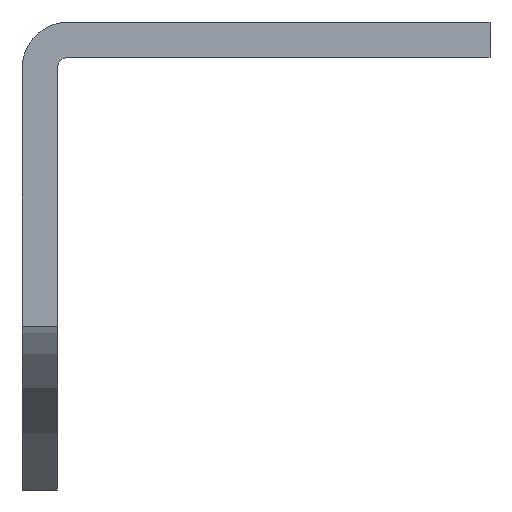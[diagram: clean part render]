
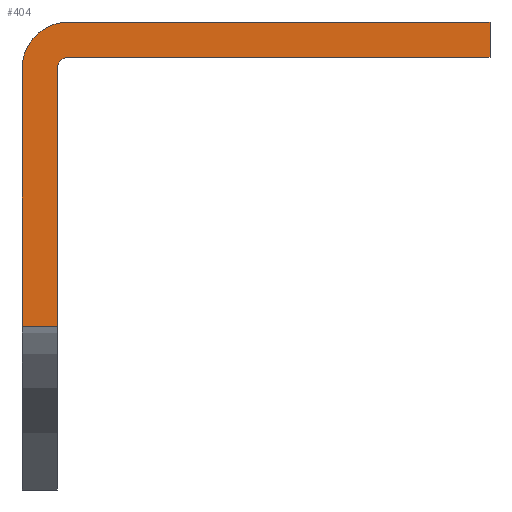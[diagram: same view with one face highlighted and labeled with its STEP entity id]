
A CAD part, front view. The second image highlights one B-rep face of the part: STEP entity #404.
In plain terms, the highlighted planar face has unit normal (0, -1, 0).
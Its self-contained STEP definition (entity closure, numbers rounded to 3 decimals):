
#6=DIRECTION('',(1.,0.,0.));
#7=VECTOR('',#6,1.5);
#8=CARTESIAN_POINT('',(0.,0.,-13.));
#9=LINE('',#8,#7);
#10=DIRECTION('',(0.,0.,1.));
#11=VECTOR('',#10,11.);
#12=CARTESIAN_POINT('',(0.,0.,-13.));
#13=LINE('',#12,#11);
#14=CARTESIAN_POINT('',(2.,0.,-2.));
#15=DIRECTION('',(0.,1.,0.));
#16=DIRECTION('',(-1.,0.,0.));
#17=AXIS2_PLACEMENT_3D('',#14,#15,#16);
#19=DIRECTION('',(1.,0.,0.));
#20=VECTOR('',#19,18.);
#21=CARTESIAN_POINT('',(2.,0.,0.));
#22=LINE('',#21,#20);
#23=DIRECTION('',(0.,0.,1.));
#24=VECTOR('',#23,1.5);
#25=CARTESIAN_POINT('',(20.,0.,-1.5));
#26=LINE('',#25,#24);
#27=DIRECTION('',(-1.,0.,0.));
#28=VECTOR('',#27,18.);
#29=CARTESIAN_POINT('',(20.,0.,-1.5));
#30=LINE('',#29,#28);
#31=CARTESIAN_POINT('',(2.,0.,-2.));
#32=DIRECTION('',(0.,-1.,0.));
#33=DIRECTION('',(0.,0.,1.));
#34=AXIS2_PLACEMENT_3D('',#31,#32,#33);
#36=DIRECTION('',(0.,0.,-1.));
#37=VECTOR('',#36,11.);
#38=CARTESIAN_POINT('',(1.5,0.,-2.));
#39=LINE('',#38,#37);
#278=CARTESIAN_POINT('',(0.,0.,-2.));
#279=CARTESIAN_POINT('',(2.,0.,0.));
#280=VERTEX_POINT('',#278);
#281=VERTEX_POINT('',#279);
#282=CARTESIAN_POINT('',(20.,0.,0.));
#283=VERTEX_POINT('',#282);
#292=CARTESIAN_POINT('',(2.,0.,-1.5));
#293=CARTESIAN_POINT('',(1.5,0.,-2.));
#294=VERTEX_POINT('',#292);
#295=VERTEX_POINT('',#293);
#296=CARTESIAN_POINT('',(20.,0.,-1.5));
#297=VERTEX_POINT('',#296);
#314=CARTESIAN_POINT('',(0.,0.,-13.));
#315=CARTESIAN_POINT('',(1.5,0.,-13.));
#316=VERTEX_POINT('',#314);
#317=VERTEX_POINT('',#315);
#382=CARTESIAN_POINT('',(11.,0.,-0.75));
#383=DIRECTION('',(0.,-1.,0.));
#384=DIRECTION('',(1.,0.,0.));
#385=AXIS2_PLACEMENT_3D('',#382,#383,#384);
#386=PLANE('',#385);
#388=ORIENTED_EDGE('',*,*,#387,.F.);
#390=ORIENTED_EDGE('',*,*,#389,.T.);
#392=ORIENTED_EDGE('',*,*,#391,.T.);
#393=ORIENTED_EDGE('',*,*,#371,.T.);
#395=ORIENTED_EDGE('',*,*,#394,.F.);
#397=ORIENTED_EDGE('',*,*,#396,.T.);
#399=ORIENTED_EDGE('',*,*,#398,.T.);
#401=ORIENTED_EDGE('',*,*,#400,.T.);
#402=EDGE_LOOP('',(#388,#390,#392,#393,#395,#397,#399,#401));
#403=FACE_OUTER_BOUND('',#402,.F.);
#404=ADVANCED_FACE('',(#403),#386,.T.);
#18=CIRCLE('',#17,2.);
#35=CIRCLE('',#34,0.5);
#371=EDGE_CURVE('',#281,#283,#22,.T.);
#387=EDGE_CURVE('',#316,#317,#9,.T.);
#389=EDGE_CURVE('',#316,#280,#13,.T.);
#391=EDGE_CURVE('',#280,#281,#18,.T.);
#394=EDGE_CURVE('',#297,#283,#26,.T.);
#396=EDGE_CURVE('',#297,#294,#30,.T.);
#398=EDGE_CURVE('',#294,#295,#35,.T.);
#400=EDGE_CURVE('',#295,#317,#39,.T.);
